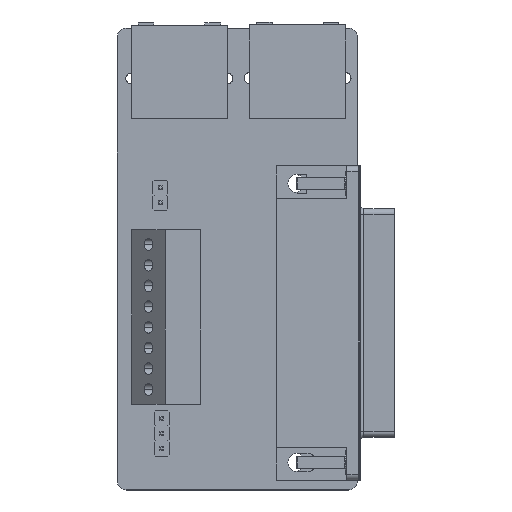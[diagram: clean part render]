
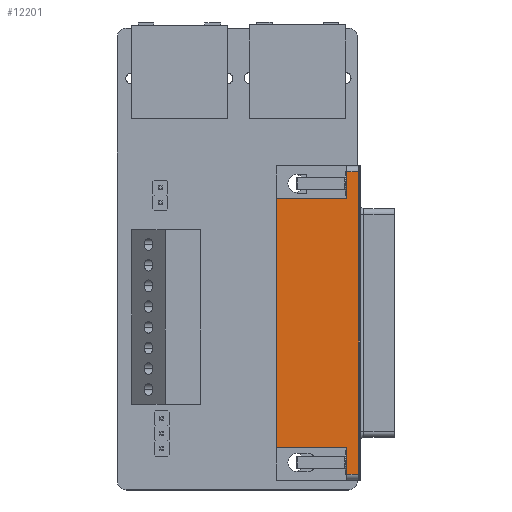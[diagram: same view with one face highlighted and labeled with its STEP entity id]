
A CAD part, top view. The second image highlights one B-rep face of the part: STEP entity #12201.
In plain terms, the highlighted planar face has unit normal (0, 0, 1).
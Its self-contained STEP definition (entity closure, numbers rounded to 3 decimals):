
#11930 = VERTEX_POINT('',#11931);
#11931 = CARTESIAN_POINT('',(-10.093,-12.31,12.5));
#11962 = EDGE_CURVE('',#11963,#11930,#11965,.T.);
#11963 = VERTEX_POINT('',#11964);
#11964 = CARTESIAN_POINT('',(41.008,-12.31,12.5));
#11965 = LINE('',#11966,#11967);
#11966 = CARTESIAN_POINT('',(42.008,-12.31,12.5));
#11967 = VECTOR('',#11968,1.);
#11968 = DIRECTION('',(-1.,0.,0.));
#12176 = VERTEX_POINT('',#12177);
#12177 = CARTESIAN_POINT('',(-10.093,-10.31,12.5));
#12191 = EDGE_CURVE('',#11930,#12176,#12192,.T.);
#12192 = LINE('',#12193,#12194);
#12193 = CARTESIAN_POINT('',(-10.093,-12.31,12.5));
#12194 = VECTOR('',#12195,1.);
#12195 = DIRECTION('',(-0.,1.,0.));
#12201 = ADVANCED_FACE('',(#12202),#12252,.T.);
#12202 = FACE_BOUND('',#12203,.T.);
#12203 = EDGE_LOOP('',(#12204,#12205,#12213,#12221,#12229,#12237,#12245,
    #12251));
#12204 = ORIENTED_EDGE('',*,*,#11962,.F.);
#12205 = ORIENTED_EDGE('',*,*,#12206,.T.);
#12206 = EDGE_CURVE('',#11963,#12207,#12209,.T.);
#12207 = VERTEX_POINT('',#12208);
#12208 = CARTESIAN_POINT('',(41.008,-10.31,12.5));
#12209 = LINE('',#12210,#12211);
#12210 = CARTESIAN_POINT('',(41.008,-12.31,12.5));
#12211 = VECTOR('',#12212,1.);
#12212 = DIRECTION('',(-0.,1.,0.));
#12213 = ORIENTED_EDGE('',*,*,#12214,.F.);
#12214 = EDGE_CURVE('',#12215,#12207,#12217,.T.);
#12215 = VERTEX_POINT('',#12216);
#12216 = CARTESIAN_POINT('',(36.508,-10.31,12.5));
#12217 = LINE('',#12218,#12219);
#12218 = CARTESIAN_POINT('',(41.008,-10.31,12.5));
#12219 = VECTOR('',#12220,1.);
#12220 = DIRECTION('',(1.,0.,0.));
#12221 = ORIENTED_EDGE('',*,*,#12222,.F.);
#12222 = EDGE_CURVE('',#12223,#12215,#12225,.T.);
#12223 = VERTEX_POINT('',#12224);
#12224 = CARTESIAN_POINT('',(36.508,1.58,12.5));
#12225 = LINE('',#12226,#12227);
#12226 = CARTESIAN_POINT('',(36.508,-11.31,12.5));
#12227 = VECTOR('',#12228,1.);
#12228 = DIRECTION('',(0.,-1.,0.));
#12229 = ORIENTED_EDGE('',*,*,#12230,.T.);
#12230 = EDGE_CURVE('',#12223,#12231,#12233,.T.);
#12231 = VERTEX_POINT('',#12232);
#12232 = CARTESIAN_POINT('',(-5.593,1.58,12.5));
#12233 = LINE('',#12234,#12235);
#12234 = CARTESIAN_POINT('',(42.008,1.58,12.5));
#12235 = VECTOR('',#12236,1.);
#12236 = DIRECTION('',(-1.,0.,0.));
#12237 = ORIENTED_EDGE('',*,*,#12238,.F.);
#12238 = EDGE_CURVE('',#12239,#12231,#12241,.T.);
#12239 = VERTEX_POINT('',#12240);
#12240 = CARTESIAN_POINT('',(-5.593,-10.31,12.5));
#12241 = LINE('',#12242,#12243);
#12242 = CARTESIAN_POINT('',(-5.593,-11.31,12.5));
#12243 = VECTOR('',#12244,1.);
#12244 = DIRECTION('',(0.,1.,0.));
#12245 = ORIENTED_EDGE('',*,*,#12246,.F.);
#12246 = EDGE_CURVE('',#12176,#12239,#12247,.T.);
#12247 = LINE('',#12248,#12249);
#12248 = CARTESIAN_POINT('',(16.458,-10.31,12.5));
#12249 = VECTOR('',#12250,1.);
#12250 = DIRECTION('',(1.,0.,0.));
#12251 = ORIENTED_EDGE('',*,*,#12191,.F.);
#12252 = PLANE('',#12253);
#12253 = AXIS2_PLACEMENT_3D('',#12254,#12255,#12256);
#12254 = CARTESIAN_POINT('',(42.008,-12.31,12.5));
#12255 = DIRECTION('',(0.,0.,1.));
#12256 = DIRECTION('',(-1.,0.,0.));
